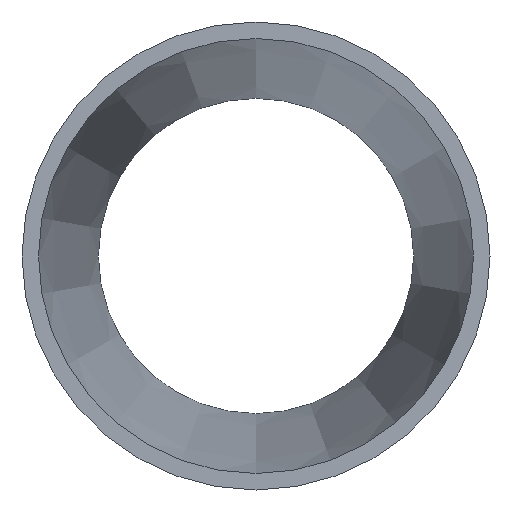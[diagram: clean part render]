
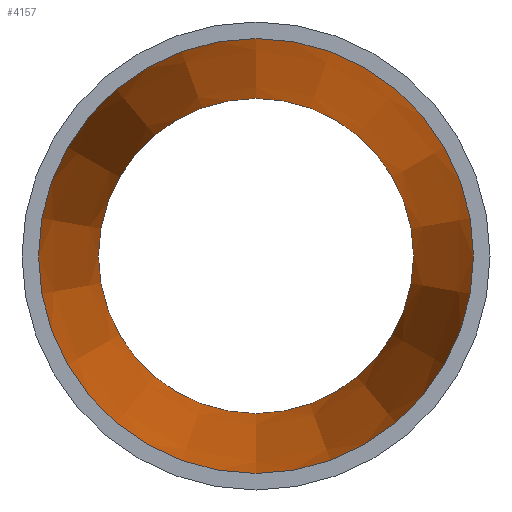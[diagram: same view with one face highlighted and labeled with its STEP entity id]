
A CAD part, front view. The second image highlights one B-rep face of the part: STEP entity #4157.
In plain terms, the highlighted conical face has half-angle 5.487 degrees and reference radius 26.491 mm.
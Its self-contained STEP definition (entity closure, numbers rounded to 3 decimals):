
#1258 = AXIS2_PLACEMENT_3D ( 'NONE', #20499, #8724, #18908 ) ;
#2367 = CIRCLE ( 'NONE', #20487, 26.491 ) ;
#2707 = VERTEX_POINT ( 'NONE', #6046 ) ;
#3152 = CARTESIAN_POINT ( 'NONE',  ( 0., 0., 0. ) ) ;
#4157 = ADVANCED_FACE ( 'NONE', ( #9721, #19793 ), #18866, .F. ) ;
#5003 = CARTESIAN_POINT ( 'NONE',  ( 0., 0., 0. ) ) ;
#6046 = CARTESIAN_POINT ( 'NONE',  ( 0., 0., -26.491 ) ) ;
#6724 = ORIENTED_EDGE ( 'NONE', *, *, #19754, .T. ) ;
#8724 = DIRECTION ( 'NONE',  ( 0., -1., 0. ) ) ;
#9691 = DIRECTION ( 'NONE',  ( 0., -1., 0. ) ) ;
#9721 = FACE_BOUND ( 'NONE', #18195, .T. ) ;
#9944 = DIRECTION ( 'NONE',  ( 0., 0., -1. ) ) ;
#10115 = DIRECTION ( 'NONE',  ( 0., 0., -1. ) ) ;
#14312 = CARTESIAN_POINT ( 'NONE',  ( 0., 76., -19.191 ) ) ;
#14883 = DIRECTION ( 'NONE',  ( 0., -1., 0. ) ) ;
#15706 = EDGE_CURVE ( 'NONE', #17409, #17409, #19766, .T. ) ;
#15815 = AXIS2_PLACEMENT_3D ( 'NONE', #5003, #14883, #9944 ) ;
#17032 = EDGE_LOOP ( 'NONE', ( #6724 ) ) ;
#17409 = VERTEX_POINT ( 'NONE', #14312 ) ;
#18195 = EDGE_LOOP ( 'NONE', ( #19052 ) ) ;
#18866 = CONICAL_SURFACE ( 'NONE', #15815, 26.491, 0.096 ) ;
#18908 = DIRECTION ( 'NONE',  ( 0., 0., -1. ) ) ;
#19052 = ORIENTED_EDGE ( 'NONE', *, *, #15706, .F. ) ;
#19754 = EDGE_CURVE ( 'NONE', #2707, #2707, #2367, .T. ) ;
#19766 = CIRCLE ( 'NONE', #1258, 19.191 ) ;
#19793 = FACE_OUTER_BOUND ( 'NONE', #17032, .T. ) ;
#20487 = AXIS2_PLACEMENT_3D ( 'NONE', #3152, #9691, #10115 ) ;
#20499 = CARTESIAN_POINT ( 'NONE',  ( 0., 76., 0. ) ) ;
